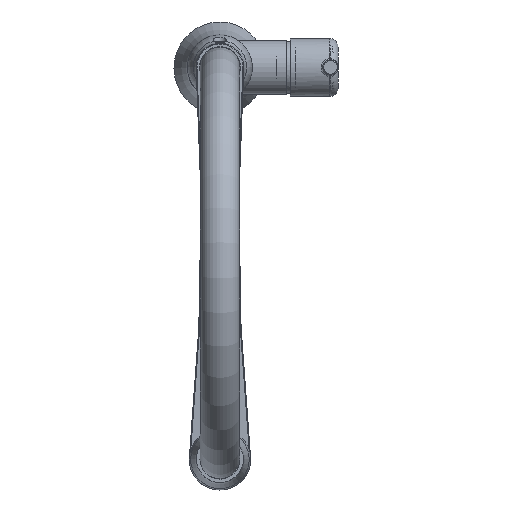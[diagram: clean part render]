
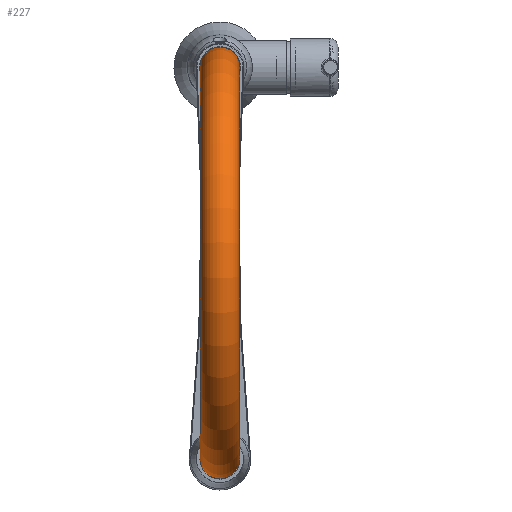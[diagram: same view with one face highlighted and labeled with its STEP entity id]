
A CAD part, top view. The second image highlights one B-rep face of the part: STEP entity #227.
In plain terms, the highlighted toroidal (fillet/blend) face has major radius 115 mm and minor radius 11.5 mm.
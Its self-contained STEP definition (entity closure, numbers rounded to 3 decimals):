
#227 = ADVANCED_FACE ( 'NONE', ( #25977, #13619 ), #18829, .T. ) ;
#1561 = EDGE_LOOP ( 'NONE', ( #21984 ) ) ;
#1779 = CARTESIAN_POINT ( 'NONE',  ( -11.5, -230., 408.8 ) ) ;
#1842 = CARTESIAN_POINT ( 'NONE',  ( 0., -230., 408.8 ) ) ;
#2944 = CIRCLE ( 'NONE', #15174, 11.5 ) ;
#5811 = CARTESIAN_POINT ( 'NONE',  ( 0., -115., 408.8 ) ) ;
#6619 = DIRECTION ( 'NONE',  ( -1., 0., 0. ) ) ;
#6707 = EDGE_CURVE ( 'NONE', #15701, #15701, #16928, .T. ) ;
#7460 = EDGE_CURVE ( 'NONE', #25433, #25433, #2944, .T. ) ;
#8009 = DIRECTION ( 'NONE',  ( 0., 1., 0. ) ) ;
#13619 = FACE_OUTER_BOUND ( 'NONE', #17155, .T. ) ;
#14511 = ORIENTED_EDGE ( 'NONE', *, *, #6707, .T. ) ;
#15174 = AXIS2_PLACEMENT_3D ( 'NONE', #1842, #21027, #6619 ) ;
#15701 = VERTEX_POINT ( 'NONE', #22870 ) ;
#16262 = CARTESIAN_POINT ( 'NONE',  ( 0., 0., 408.8 ) ) ;
#16928 = CIRCLE ( 'NONE', #27785, 11.5 ) ;
#17155 = EDGE_LOOP ( 'NONE', ( #14511 ) ) ;
#18829 = TOROIDAL_SURFACE ( 'NONE', #28655, 115., 11.5 ) ;
#18854 = DIRECTION ( 'NONE',  ( -1., 0., 0. ) ) ;
#21027 = DIRECTION ( 'NONE',  ( 0., 0., -1. ) ) ;
#21984 = ORIENTED_EDGE ( 'NONE', *, *, #7460, .F. ) ;
#22630 = DIRECTION ( 'NONE',  ( 1., 0., 0. ) ) ;
#22870 = CARTESIAN_POINT ( 'NONE',  ( -11.5, 0., 408.8 ) ) ;
#25433 = VERTEX_POINT ( 'NONE', #1779 ) ;
#25977 = FACE_OUTER_BOUND ( 'NONE', #1561, .T. ) ;
#27785 = AXIS2_PLACEMENT_3D ( 'NONE', #16262, #30854, #18854 ) ;
#28655 = AXIS2_PLACEMENT_3D ( 'NONE', #5811, #22630, #8009 ) ;
#30854 = DIRECTION ( 'NONE',  ( 0., 0., 1. ) ) ;
